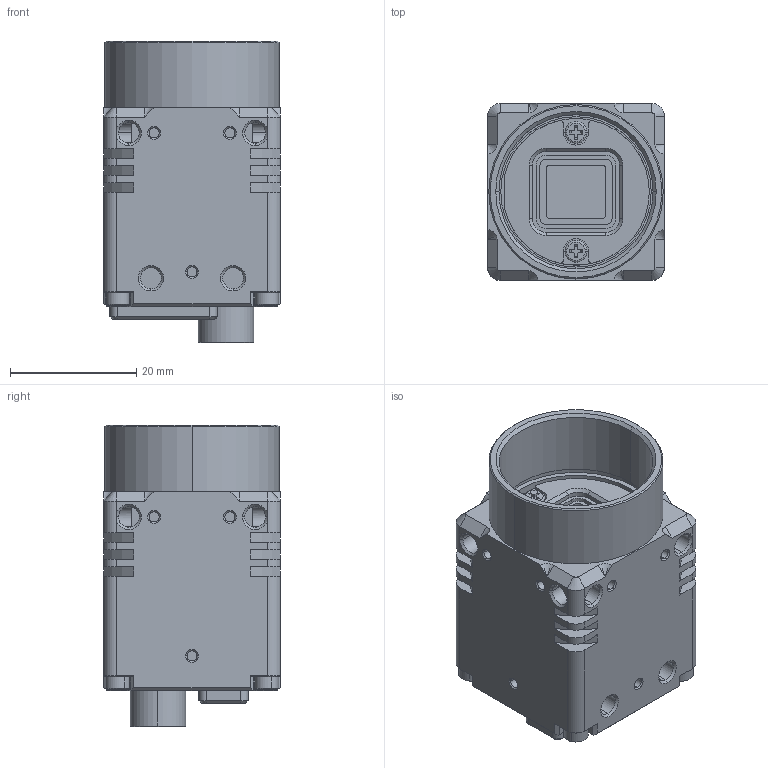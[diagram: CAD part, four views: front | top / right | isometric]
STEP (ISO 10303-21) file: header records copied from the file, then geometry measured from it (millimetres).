
FILE_DESCRIPTION((''),'2;1');
FILE_NAME('8060013','2016-08-19T',('SYSTEM'),(''),'PRO/ENGINEER BY PARAMETRIC TECHNOLOGY CORPORATION, 2014090','PRO/ENGINEER BY PARAMETRIC TECHNOLOGY CORPORATION, 2014090','');
FILE_SCHEMA(('CONFIG_CONTROL_DESIGN'));
Products named in the file (1): 8060013
Bounding box: 28 x 28 x 47.7 mm (x, y, z)
Volume: 23879.5 mm3; surface area: 9569.7 mm2
Topology: 1 solids, 2 shells, 886 faces, 2320 edges, 1448 vertices
Faces by surface type: plane 480, cylinder 257, cone 114, bspline 18, torus 17
Entity records: 73509 total; most frequent: CARTESIAN_POINT 33803, ORIENTED_EDGE 4624, DIRECTION 4609, PRESENTATION_STYLE_ASSIGNMENT 3199, STYLED_ITEM 2313, CURVE_STYLE 2312, EDGE_CURVE 2312, FILL_AREA_STYLE_COLOUR 1773
